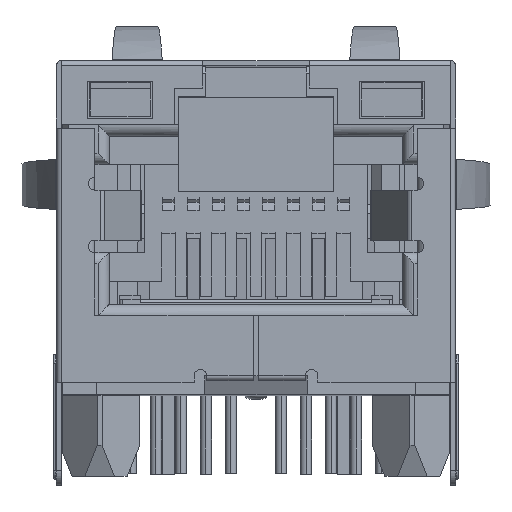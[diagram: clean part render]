
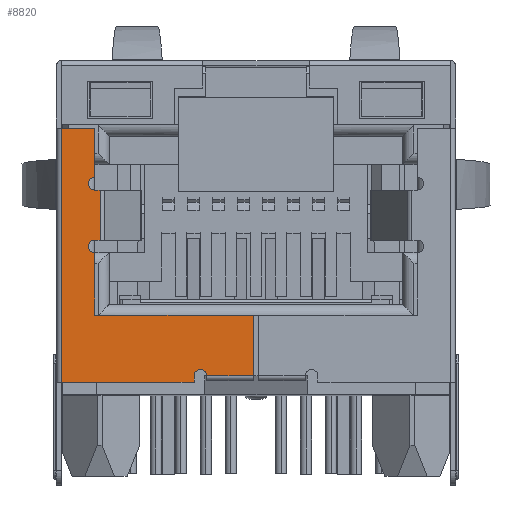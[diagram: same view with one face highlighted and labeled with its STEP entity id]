
A CAD part, top view. The second image highlights one B-rep face of the part: STEP entity #8820.
In plain terms, the highlighted planar face has unit normal (0, 0, 1).
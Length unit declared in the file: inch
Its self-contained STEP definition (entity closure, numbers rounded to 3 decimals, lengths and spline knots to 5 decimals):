
#93 = CARTESIAN_POINT ( 'NONE',  ( -0.258, 0.198, 0.008 ) ) ;
#709 = CARTESIAN_POINT ( 'NONE',  ( -0.089, -0.009, 0.008 ) ) ;
#737 = LINE ( 'NONE', #1275, #20250 ) ;
#1275 = CARTESIAN_POINT ( 'NONE',  ( -0.1575, -0.009, 0.008 ) ) ;
#1299 = VERTEX_POINT ( 'NONE', #15843 ) ;
#1536 = VERTEX_POINT ( 'NONE', #11297 ) ;
#1562 = VECTOR ( 'NONE', #39915, 39.37008 ) ;
#2002 = ORIENTED_EDGE ( 'NONE', *, *, #6515, .F. ) ;
#2015 = DIRECTION ( 'NONE',  ( -1., 0., 0. ) ) ;
#2835 = EDGE_CURVE ( 'NONE', #23242, #23069, #23236, .T. ) ;
#3219 = AXIS2_PLACEMENT_3D ( 'NONE', #40200, #19547, #43683 ) ;
#3481 = VERTEX_POINT ( 'NONE', #27624 ) ;
#3500 = FACE_OUTER_BOUND ( 'NONE', #6885, .T. ) ;
#3547 = DIRECTION ( 'NONE',  ( 1., 0., 0. ) ) ;
#3973 = CARTESIAN_POINT ( 'NONE',  ( -0.258, 0.188, 0.008 ) ) ;
#4114 = VECTOR ( 'NONE', #10754, 39.37008 ) ;
#4181 = DIRECTION ( 'NONE',  ( -1., 0., 0. ) ) ;
#4728 = DIRECTION ( 'NONE',  ( 1., 0., 0. ) ) ;
#5002 = CARTESIAN_POINT ( 'NONE',  ( -0.258, 0.288, 0.008 ) ) ;
#5237 = DIRECTION ( 'NONE',  ( 0., 1., 0. ) ) ;
#5301 = VECTOR ( 'NONE', #2015, 39.37008 ) ;
#6037 = VECTOR ( 'NONE', #39960, 39.37008 ) ;
#6195 = CIRCLE ( 'NONE', #3219, 0.01 ) ;
#6515 = EDGE_CURVE ( 'NONE', #36813, #1299, #19992, .T. ) ;
#6821 = EDGE_CURVE ( 'NONE', #23242, #1536, #8012, .T. ) ;
#6853 = DIRECTION ( 'NONE',  ( 0., 1., 0. ) ) ;
#6885 = EDGE_LOOP ( 'NONE', ( #21474, #42968, #16667, #22137, #36476, #2002, #42762, #9055, #6957, #12357, #42424, #33665, #13037, #22258, #11611 ) ) ;
#6957 = ORIENTED_EDGE ( 'NONE', *, *, #21260, .T. ) ;
#8012 = LINE ( 'NONE', #21195, #42607 ) ;
#8275 = CARTESIAN_POINT ( 'NONE',  ( -0.099, -0.009, 0.008 ) ) ;
#8795 = EDGE_CURVE ( 'NONE', #37320, #39111, #11643, .T. ) ;
#8820 = ADVANCED_FACE ( 'NONE', ( #3500 ), #28282, .T. ) ;
#8932 = CARTESIAN_POINT ( 'NONE',  ( -0.205, -0.019, 0.008 ) ) ;
#8972 = VECTOR ( 'NONE', #12435, 39.37008 ) ;
#9055 = ORIENTED_EDGE ( 'NONE', *, *, #9541, .F. ) ;
#9503 = EDGE_CURVE ( 'NONE', #39111, #11468, #737, .T. ) ;
#9541 = EDGE_CURVE ( 'NONE', #3481, #15291, #18054, .T. ) ;
#10470 = EDGE_CURVE ( 'NONE', #37320, #21134, #14263, .T. ) ;
#10754 = DIRECTION ( 'NONE',  ( 1., 0., 0. ) ) ;
#11155 = CARTESIAN_POINT ( 'NONE',  ( -0.1575, 0.184, 0.008 ) ) ;
#11297 = CARTESIAN_POINT ( 'NONE',  ( -0.258, 0.088, 0.008 ) ) ;
#11308 = CARTESIAN_POINT ( 'NONE',  ( -0.311, 0.387, 0.008 ) ) ;
#11468 = VERTEX_POINT ( 'NONE', #28123 ) ;
#11611 = ORIENTED_EDGE ( 'NONE', *, *, #17346, .F. ) ;
#11643 = CIRCLE ( 'NONE', #19969, 0.01 ) ;
#12357 = ORIENTED_EDGE ( 'NONE', *, *, #17274, .F. ) ;
#12435 = DIRECTION ( 'NONE',  ( 1., 0., 0. ) ) ;
#12567 = VERTEX_POINT ( 'NONE', #22956 ) ;
#12911 = DIRECTION ( 'NONE',  ( 0., -1., 0. ) ) ;
#13037 = ORIENTED_EDGE ( 'NONE', *, *, #8795, .T. ) ;
#13425 = AXIS2_PLACEMENT_3D ( 'NONE', #93, #24224, #3547 ) ;
#14263 = LINE ( 'NONE', #33515, #33648 ) ;
#14457 = EDGE_CURVE ( 'NONE', #36237, #21134, #36491, .T. ) ;
#14524 = LINE ( 'NONE', #36382, #5301 ) ;
#14654 = DIRECTION ( 'NONE',  ( 0., 0., 1. ) ) ;
#15291 = VERTEX_POINT ( 'NONE', #25829 ) ;
#15784 = CARTESIAN_POINT ( 'NONE',  ( -0.2535, 0.288, 0.008 ) ) ;
#15838 = EDGE_CURVE ( 'NONE', #36813, #15291, #6195, .T. ) ;
#15843 = CARTESIAN_POINT ( 'NONE',  ( -0.249, 0.288, 0.008 ) ) ;
#16667 = ORIENTED_EDGE ( 'NONE', *, *, #2835, .T. ) ;
#16831 = CARTESIAN_POINT ( 'NONE',  ( -0.131, 0.088, 0.008 ) ) ;
#17274 = EDGE_CURVE ( 'NONE', #36237, #30208, #19598, .T. ) ;
#17346 = EDGE_CURVE ( 'NONE', #26240, #11468, #33540, .T. ) ;
#18054 = LINE ( 'NONE', #18805, #43440 ) ;
#18805 = CARTESIAN_POINT ( 'NONE',  ( -0.258, 0.3475, 0.008 ) ) ;
#19547 = DIRECTION ( 'NONE',  ( 0., 0., -1. ) ) ;
#19598 = LINE ( 'NONE', #25858, #36812 ) ;
#19969 = AXIS2_PLACEMENT_3D ( 'NONE', #709, #24841, #4181 ) ;
#19992 = LINE ( 'NONE', #15784, #1562 ) ;
#20250 = VECTOR ( 'NONE', #4728, 39.37008 ) ;
#21134 = VERTEX_POINT ( 'NONE', #39300 ) ;
#21195 = CARTESIAN_POINT ( 'NONE',  ( -0.258, 0.138, 0.008 ) ) ;
#21260 = EDGE_CURVE ( 'NONE', #3481, #30208, #14524, .T. ) ;
#21361 = LINE ( 'NONE', #41431, #29379 ) ;
#21474 = ORIENTED_EDGE ( 'NONE', *, *, #40058, .F. ) ;
#22137 = ORIENTED_EDGE ( 'NONE', *, *, #40210, .T. ) ;
#22258 = ORIENTED_EDGE ( 'NONE', *, *, #9503, .T. ) ;
#22956 = CARTESIAN_POINT ( 'NONE',  ( -0.249, 0.208, 0.008 ) ) ;
#23069 = VERTEX_POINT ( 'NONE', #30541 ) ;
#23236 = CIRCLE ( 'NONE', #13425, 0.01 ) ;
#23242 = VERTEX_POINT ( 'NONE', #3973 ) ;
#24224 = DIRECTION ( 'NONE',  ( 0., 0., -1. ) ) ;
#24841 = DIRECTION ( 'NONE',  ( 0., 0., -1. ) ) ;
#25339 = EDGE_CURVE ( 'NONE', #12567, #1299, #21361, .T. ) ;
#25829 = CARTESIAN_POINT ( 'NONE',  ( -0.258, 0.308, 0.008 ) ) ;
#25858 = CARTESIAN_POINT ( 'NONE',  ( -0.311, -0.02712, 0.008 ) ) ;
#26042 = CARTESIAN_POINT ( 'NONE',  ( -0.004, 0.088, 0.008 ) ) ;
#26240 = VERTEX_POINT ( 'NONE', #26042 ) ;
#27624 = CARTESIAN_POINT ( 'NONE',  ( -0.258, 0.387, 0.008 ) ) ;
#28123 = CARTESIAN_POINT ( 'NONE',  ( -0.004, -0.009, 0.008 ) ) ;
#28282 = PLANE ( 'NONE',  #33762 ) ;
#28946 = VECTOR ( 'NONE', #37449, 39.37008 ) ;
#29379 = VECTOR ( 'NONE', #6853, 39.37008 ) ;
#30043 = LINE ( 'NONE', #16831, #28946 ) ;
#30208 = VERTEX_POINT ( 'NONE', #11308 ) ;
#30541 = CARTESIAN_POINT ( 'NONE',  ( -0.258, 0.208, 0.008 ) ) ;
#33515 = CARTESIAN_POINT ( 'NONE',  ( -0.099, -0.014, 0.008 ) ) ;
#33540 = LINE ( 'NONE', #43436, #6037 ) ;
#33648 = VECTOR ( 'NONE', #12911, 39.37008 ) ;
#33665 = ORIENTED_EDGE ( 'NONE', *, *, #10470, .F. ) ;
#33762 = AXIS2_PLACEMENT_3D ( 'NONE', #11155, #14654, #38760 ) ;
#34483 = CARTESIAN_POINT ( 'NONE',  ( -0.311, -0.019, 0.008 ) ) ;
#34837 = CARTESIAN_POINT ( 'NONE',  ( -0.2535, 0.208, 0.008 ) ) ;
#34845 = DIRECTION ( 'NONE',  ( 0., -1., 0. ) ) ;
#36237 = VERTEX_POINT ( 'NONE', #34483 ) ;
#36382 = CARTESIAN_POINT ( 'NONE',  ( -0.1575, 0.387, 0.008 ) ) ;
#36476 = ORIENTED_EDGE ( 'NONE', *, *, #25339, .T. ) ;
#36488 = CARTESIAN_POINT ( 'NONE',  ( -0.079, -0.009, 0.008 ) ) ;
#36491 = LINE ( 'NONE', #8932, #8972 ) ;
#36812 = VECTOR ( 'NONE', #5237, 39.37008 ) ;
#36813 = VERTEX_POINT ( 'NONE', #5002 ) ;
#37320 = VERTEX_POINT ( 'NONE', #8275 ) ;
#37449 = DIRECTION ( 'NONE',  ( 1., 0., 0. ) ) ;
#38760 = DIRECTION ( 'NONE',  ( 1., 0., 0. ) ) ;
#39111 = VERTEX_POINT ( 'NONE', #36488 ) ;
#39300 = CARTESIAN_POINT ( 'NONE',  ( -0.099, -0.019, 0.008 ) ) ;
#39915 = DIRECTION ( 'NONE',  ( 1., 0., 0. ) ) ;
#39960 = DIRECTION ( 'NONE',  ( 0., -1., 0. ) ) ;
#40058 = EDGE_CURVE ( 'NONE', #1536, #26240, #30043, .T. ) ;
#40200 = CARTESIAN_POINT ( 'NONE',  ( -0.258, 0.298, 0.008 ) ) ;
#40210 = EDGE_CURVE ( 'NONE', #23069, #12567, #40892, .T. ) ;
#40892 = LINE ( 'NONE', #34837, #4114 ) ;
#41431 = CARTESIAN_POINT ( 'NONE',  ( -0.249, 0.248, 0.008 ) ) ;
#42424 = ORIENTED_EDGE ( 'NONE', *, *, #14457, .T. ) ;
#42607 = VECTOR ( 'NONE', #34845, 39.37008 ) ;
#42762 = ORIENTED_EDGE ( 'NONE', *, *, #15838, .T. ) ;
#42938 = DIRECTION ( 'NONE',  ( 0., -1., 0. ) ) ;
#42968 = ORIENTED_EDGE ( 'NONE', *, *, #6821, .F. ) ;
#43436 = CARTESIAN_POINT ( 'NONE',  ( -0.004, 0.0395, 0.008 ) ) ;
#43440 = VECTOR ( 'NONE', #42938, 39.37008 ) ;
#43683 = DIRECTION ( 'NONE',  ( 1., 0., 0. ) ) ;
